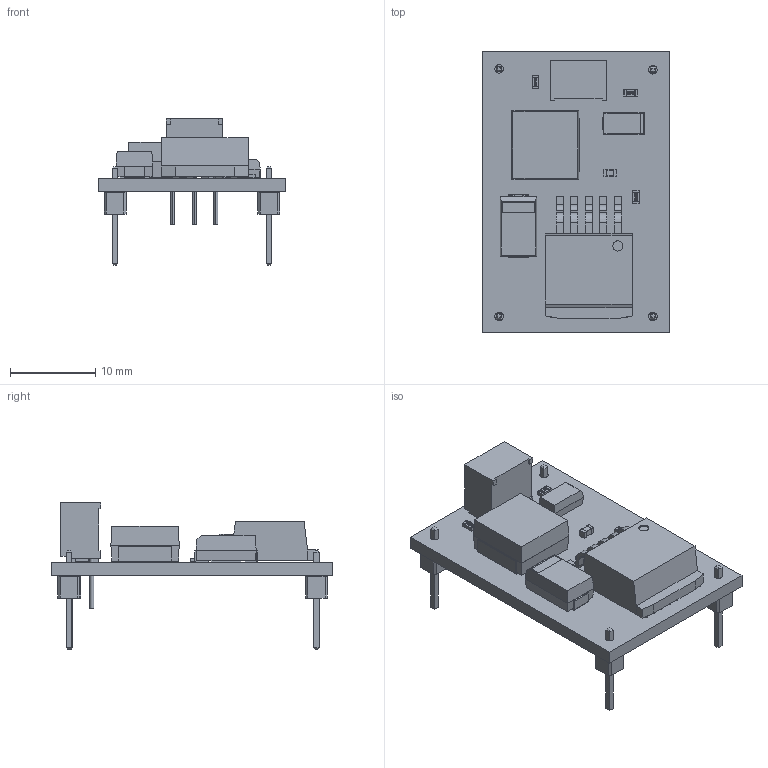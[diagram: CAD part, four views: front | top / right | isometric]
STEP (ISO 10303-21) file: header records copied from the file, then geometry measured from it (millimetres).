
FILE_DESCRIPTION(('KiCad electronic assembly'),'2;1');
FILE_NAME('2023boost-int.step','2023-05-13T00:10:17',('Pcbnew'),('Kicad' ),'Open CASCADE STEP processor 7.6','KiCad to STEP converter', 'Unknown');
FILE_SCHEMA(('AUTOMOTIVE_DESIGN { 1 0 10303 214 1 1 1 1 }'));
Length unit declared in the file: millimetre
Products named in the file (18): 2023boost-int 1; R0603; COMPOUND; SWPA8040S100MT; CP_EIA-7343-31_Kemet-D; SOLID; LM2587S-3.3; SS510-HF; C0603; 3362W; PinHeader_1x01_P2.54mm_Vertical; _autosave-2023boost-int PCB
Assembly tree (22 placements, depth 3):
  2023boost-int 1
    R0603  x3
      COMPOUND
    SWPA8040S100MT
      COMPOUND
    CP_EIA-7343-31_Kemet-D
      SOLID
    LM2587S-3.3
      COMPOUND
    SS510-HF
      COMPOUND
    C0603
      SOLID
    3362W
      SOLID
    PinHeader_1x01_P2.54mm_Vertical  x4
      SOLID
    _autosave-2023boost-int PCB
Bounding box: 22 x 33 x 17.17 mm (x, y, z)
Volume: 2199.2 mm3; surface area: 3481 mm2
Topology: 45 solids, 45 shells, 1206 faces, 3182 edges, 2074 vertices
Faces by surface type: plane 725, extrusion 204, cylinder 169, bspline 92, sphere 16
Full cylindrical faces by diameter (mm): 0.3 x56, 0.69 x3, 1 x4
Entity records: 63178 total; most frequent: CARTESIAN_POINT 21541, DIRECTION 6851, VECTOR 4862, LINE 4794, ORIENTED_EDGE 4148, PCURVE 4148, DEFINITIONAL_REPRESENTATION 4148, EDGE_CURVE 2074
